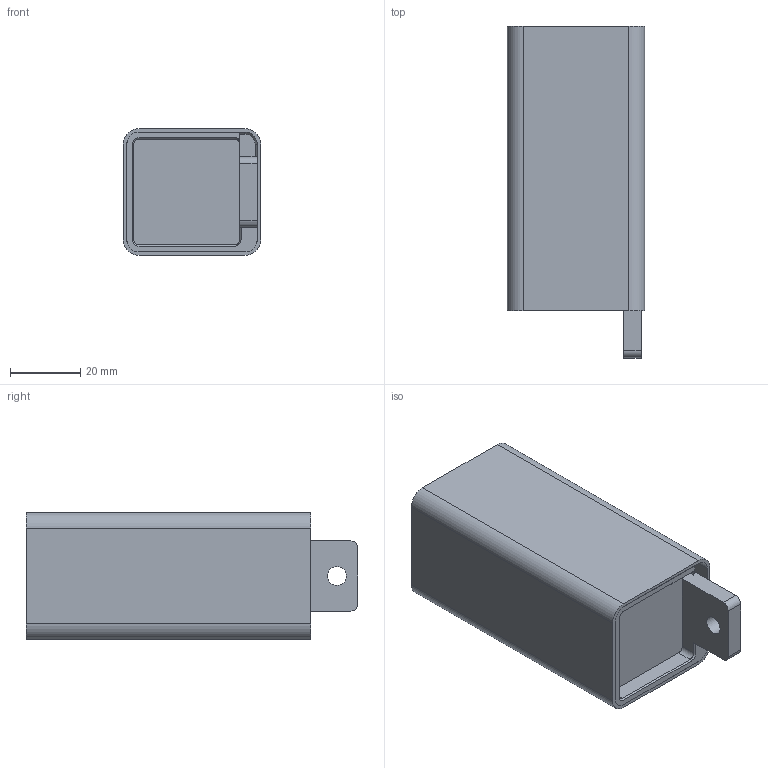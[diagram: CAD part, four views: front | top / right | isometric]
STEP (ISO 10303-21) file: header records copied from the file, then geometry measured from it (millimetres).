
FILE_DESCRIPTION(/* description */ (''),/* implementation_level */ '2;1');
FILE_NAME(/* name */ 'light_tower2 v12.step',/* time_stamp */ '2020-09-24T10:59:59-07:00',/* author */ (''),/* organization */ (''),/* preprocessor_version */ 'ST-DEVELOPER v18.1',/* originating_system */ 'Autodesk Translation Framework v9.3.0.1241',/* authorisation */ '');
FILE_SCHEMA (('AUTOMOTIVE_DESIGN { 1 0 10303 214 3 1 1 }'));
Length unit declared in the file: millimetre
Products named in the file (1): light_tower2
Bounding box: 39.22 x 94.7 x 36.22 mm (x, y, z)
Volume: 18780.9 mm3; surface area: 30111.7 mm2
Topology: 2 solids, 2 shells, 85 faces, 211 edges, 127 vertices
Faces by surface type: plane 48, cone 19, cylinder 18
Full cylindrical faces by diameter (mm): 5.4 x1
Entity records: 2481 total; most frequent: DIRECTION 429, CARTESIAN_POINT 418, ORIENTED_EDGE 406, EDGE_CURVE 203, LINE 147, VECTOR 147, AXIS2_PLACEMENT_3D 141, VERTEX_POINT 127
